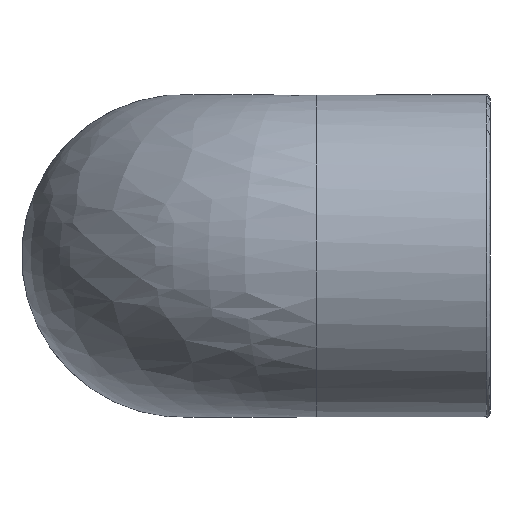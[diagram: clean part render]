
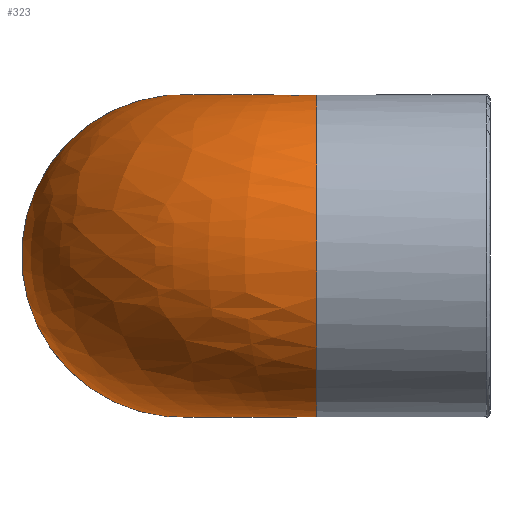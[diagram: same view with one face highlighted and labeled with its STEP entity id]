
A CAD part, left-side view. The second image highlights one B-rep face of the part: STEP entity #323.
In plain terms, the highlighted free-form (B-spline) face has degree [2, 2] with [9, 3] control points.
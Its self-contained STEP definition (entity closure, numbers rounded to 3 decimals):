
#21=(
BOUNDED_SURFACE()
B_SPLINE_SURFACE(2,2,((#538,#539,#540),(#541,#542,#543),(#544,#545,#546),
(#547,#548,#549),(#550,#551,#552),(#553,#554,#555),(#556,#557,#558),(#559,
#560,#561),(#562,#563,#564)),.UNSPECIFIED.,.F.,.F.,.F.)
B_SPLINE_SURFACE_WITH_KNOTS((3,2,2,2,3),(3,3),(-2.516,-1.258,
0.,1.258,2.516),(0.,1.571),
 .UNSPECIFIED.)
GEOMETRIC_REPRESENTATION_ITEM()
RATIONAL_B_SPLINE_SURFACE(((1.,0.707,1.),(0.809,
0.572,0.809),(1.,0.707,1.),(0.809,
0.572,0.809),(1.,0.707,1.),(0.809,
0.572,0.809),(1.,0.707,1.),(0.809,
0.572,0.809),(1.,0.707,1.)))
REPRESENTATION_ITEM('')
SURFACE()
);
#24=B_SPLINE_CURVE_WITH_KNOTS('',3,(#502,#503,#504,#505,#506,#507,#508,
#509,#510,#511,#512,#513,#514,#515,#516,#517),.UNSPECIFIED.,.F.,.F.,(4,
3,3,3,3,4),(0.,0.012,0.024,
0.031,0.042,0.062),.UNSPECIFIED.);
#25=B_SPLINE_CURVE_WITH_KNOTS('',3,(#521,#522,#523,#524,#525,#526,#527,
#528,#529,#530,#531,#532,#533,#534,#535,#536),.UNSPECIFIED.,.F.,.F.,(4,
3,3,3,3,4),(0.,0.012,0.024,
0.031,0.042,0.062),.UNSPECIFIED.);
#77=FACE_OUTER_BOUND('',#104,.T.);
#104=EDGE_LOOP('',(#239,#240,#241,#242));
#143=CIRCLE('',#355,20.5);
#144=CIRCLE('',#356,20.5);
#161=VERTEX_POINT('',#500);
#162=VERTEX_POINT('',#501);
#163=VERTEX_POINT('',#518);
#164=VERTEX_POINT('',#520);
#193=EDGE_CURVE('',#161,#162,#24,.T.);
#195=EDGE_CURVE('',#164,#163,#25,.T.);
#197=EDGE_CURVE('',#163,#161,#143,.T.);
#198=EDGE_CURVE('',#164,#162,#144,.T.);
#239=ORIENTED_EDGE('',*,*,#195,.T.);
#240=ORIENTED_EDGE('',*,*,#197,.T.);
#241=ORIENTED_EDGE('',*,*,#193,.T.);
#242=ORIENTED_EDGE('',*,*,#198,.F.);
#323=ADVANCED_FACE('',(#77),#21,.F.);
#355=AXIS2_PLACEMENT_3D('',#565,#401,#402);
#356=AXIS2_PLACEMENT_3D('',#566,#403,#404);
#401=DIRECTION('center_axis',(0.,1.,0.));
#402=DIRECTION('ref_axis',(-1.,0.,0.));
#403=DIRECTION('center_axis',(1.,0.,0.));
#404=DIRECTION('ref_axis',(0.,1.,0.));
#500=CARTESIAN_POINT('',(16.595,22.,12.035));
#501=CARTESIAN_POINT('',(17.,22.405,12.035));
#502=CARTESIAN_POINT('Ctrl Pts',(16.595,22.,12.035));
#503=CARTESIAN_POINT('Ctrl Pts',(16.602,22.041,12.026));
#504=CARTESIAN_POINT('Ctrl Pts',(16.613,22.081,12.019));
#505=CARTESIAN_POINT('Ctrl Pts',(16.63,22.119,12.013));
#506=CARTESIAN_POINT('Ctrl Pts',(16.646,22.156,12.008));
#507=CARTESIAN_POINT('Ctrl Pts',(16.666,22.19,12.004));
#508=CARTESIAN_POINT('Ctrl Pts',(16.691,22.222,12.002));
#509=CARTESIAN_POINT('Ctrl Pts',(16.703,22.239,12.001));
#510=CARTESIAN_POINT('Ctrl Pts',(16.717,22.254,12.001));
#511=CARTESIAN_POINT('Ctrl Pts',(16.732,22.268,12.001));
#512=CARTESIAN_POINT('Ctrl Pts',(16.759,22.296,12.001));
#513=CARTESIAN_POINT('Ctrl Pts',(16.79,22.32,12.002));
#514=CARTESIAN_POINT('Ctrl Pts',(16.823,22.34,12.006));
#515=CARTESIAN_POINT('Ctrl Pts',(16.878,22.373,12.012));
#516=CARTESIAN_POINT('Ctrl Pts',(16.938,22.395,12.022));
#517=CARTESIAN_POINT('Ctrl Pts',(17.,22.405,12.035));
#518=CARTESIAN_POINT('',(16.595,22.,-12.035));
#520=CARTESIAN_POINT('',(17.,22.405,-12.035));
#521=CARTESIAN_POINT('Ctrl Pts',(17.,22.405,-12.035));
#522=CARTESIAN_POINT('Ctrl Pts',(16.959,22.398,-12.026));
#523=CARTESIAN_POINT('Ctrl Pts',(16.919,22.387,-12.019));
#524=CARTESIAN_POINT('Ctrl Pts',(16.881,22.37,-12.013));
#525=CARTESIAN_POINT('Ctrl Pts',(16.844,22.354,-12.008));
#526=CARTESIAN_POINT('Ctrl Pts',(16.81,22.334,-12.004));
#527=CARTESIAN_POINT('Ctrl Pts',(16.778,22.309,-12.002));
#528=CARTESIAN_POINT('Ctrl Pts',(16.761,22.297,-12.001));
#529=CARTESIAN_POINT('Ctrl Pts',(16.746,22.283,-12.001));
#530=CARTESIAN_POINT('Ctrl Pts',(16.732,22.268,-12.001));
#531=CARTESIAN_POINT('Ctrl Pts',(16.704,22.241,-12.001));
#532=CARTESIAN_POINT('Ctrl Pts',(16.68,22.21,-12.002));
#533=CARTESIAN_POINT('Ctrl Pts',(16.66,22.177,-12.006));
#534=CARTESIAN_POINT('Ctrl Pts',(16.627,22.122,-12.012));
#535=CARTESIAN_POINT('Ctrl Pts',(16.605,22.062,-12.022));
#536=CARTESIAN_POINT('Ctrl Pts',(16.595,22.,-12.035));
#538=CARTESIAN_POINT('Ctrl Pts',(16.621,22.,11.999));
#539=CARTESIAN_POINT('Ctrl Pts',(16.621,22.379,11.999));
#540=CARTESIAN_POINT('Ctrl Pts',(17.,22.379,11.999));
#541=CARTESIAN_POINT('Ctrl Pts',(7.889,22.,24.095));
#542=CARTESIAN_POINT('Ctrl Pts',(7.889,31.111,24.095));
#543=CARTESIAN_POINT('Ctrl Pts',(17.,31.111,24.095));
#544=CARTESIAN_POINT('Ctrl Pts',(-6.305,22.,19.506));
#545=CARTESIAN_POINT('Ctrl Pts',(-6.305,45.305,19.506));
#546=CARTESIAN_POINT('Ctrl Pts',(17.,45.305,19.506));
#547=CARTESIAN_POINT('Ctrl Pts',(-20.5,22.,14.918));
#548=CARTESIAN_POINT('Ctrl Pts',(-20.5,59.5,14.918));
#549=CARTESIAN_POINT('Ctrl Pts',(17.,59.5,14.918));
#550=CARTESIAN_POINT('Ctrl Pts',(-20.5,22.,0.));
#551=CARTESIAN_POINT('Ctrl Pts',(-20.5,59.5,0.));
#552=CARTESIAN_POINT('Ctrl Pts',(17.,59.5,0.));
#553=CARTESIAN_POINT('Ctrl Pts',(-20.5,22.,-14.918));
#554=CARTESIAN_POINT('Ctrl Pts',(-20.5,59.5,-14.918));
#555=CARTESIAN_POINT('Ctrl Pts',(17.,59.5,-14.918));
#556=CARTESIAN_POINT('Ctrl Pts',(-6.305,22.,-19.506));
#557=CARTESIAN_POINT('Ctrl Pts',(-6.305,45.305,-19.506));
#558=CARTESIAN_POINT('Ctrl Pts',(17.,45.305,-19.506));
#559=CARTESIAN_POINT('Ctrl Pts',(7.889,22.,-24.095));
#560=CARTESIAN_POINT('Ctrl Pts',(7.889,31.111,-24.095));
#561=CARTESIAN_POINT('Ctrl Pts',(17.,31.111,-24.095));
#562=CARTESIAN_POINT('Ctrl Pts',(16.621,22.,-11.999));
#563=CARTESIAN_POINT('Ctrl Pts',(16.621,22.379,-11.999));
#564=CARTESIAN_POINT('Ctrl Pts',(17.,22.379,-11.999));
#565=CARTESIAN_POINT('Origin',(0.,22.,0.));
#566=CARTESIAN_POINT('Origin',(17.,39.,0.));
